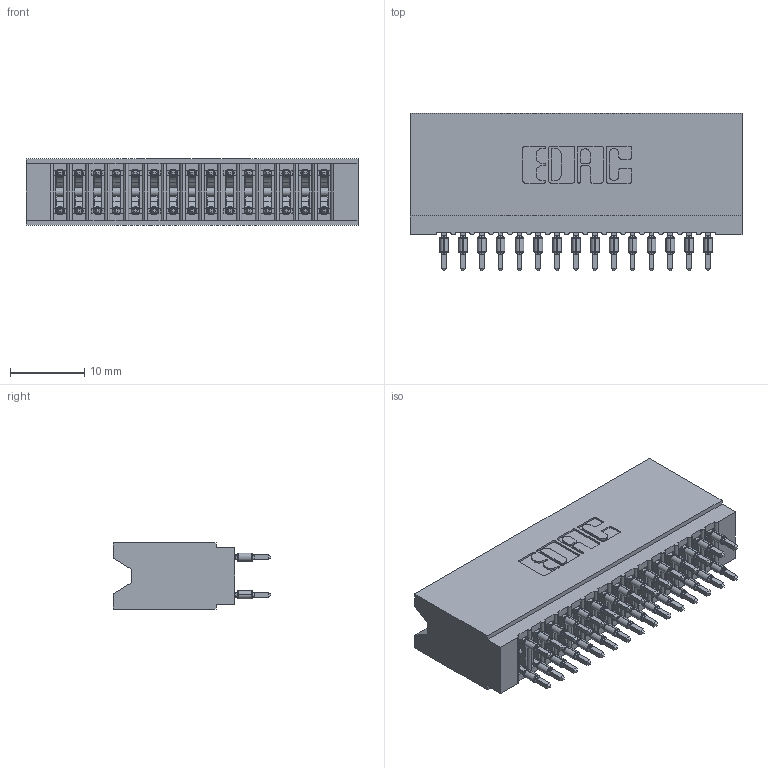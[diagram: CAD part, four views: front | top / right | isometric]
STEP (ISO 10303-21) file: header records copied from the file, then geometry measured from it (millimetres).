
FILE_DESCRIPTION (( 'STEP AP203' ), '1' );
FILE_NAME ('745-030-520-206.STEP', '2026-02-26T16:52:33', ( '' ), ( '' ), 'SwSTEP 2.0', 'SolidWorks 2023', '' );
FILE_SCHEMA (( 'CONFIG_CONTROL_DESIGN' ));
Length unit declared in the file: millimetre
Products named in the file (3): 745-030-520-206; 745-292-001_520; 745 Part_Insulator Option - 06
Assembly tree (31 placements, depth 2):
  745-030-520-206
    745 Part_Insulator Option - 06
    745-292-001_520  x30
Bounding box: 44.7 x 21.22 x 8.89 mm (x, y, z)
Volume: 4141.6 mm3; surface area: 7683 mm2
Topology: 31 solids, 31 shells, 2781 faces, 7475 edges, 4702 vertices
Faces by surface type: plane 1436, bspline 600, cylinder 565, torus 180
Entity records: 28959 total; most frequent: CARTESIAN_POINT 5534, ORIENTED_EDGE 4916, DIRECTION 4318, EDGE_CURVE 2458, LINE 2186, VECTOR 2186, VERTEX_POINT 1570, AXIS2_PLACEMENT_3D 1066
